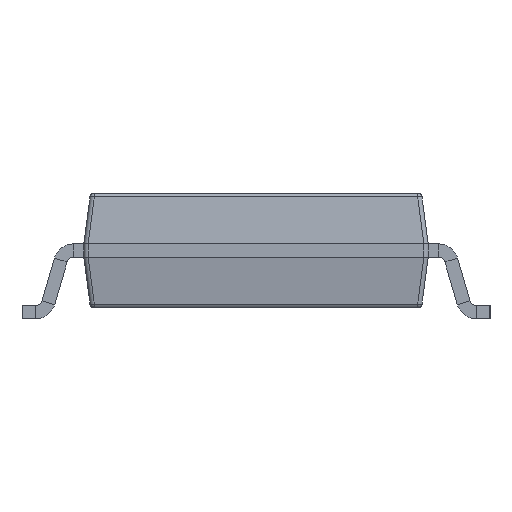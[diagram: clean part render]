
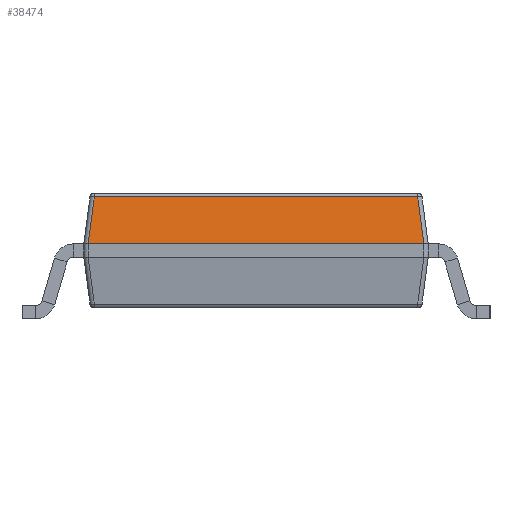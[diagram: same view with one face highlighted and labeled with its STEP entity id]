
A CAD part, left-side view. The second image highlights one B-rep face of the part: STEP entity #38474.
In plain terms, the highlighted planar face has unit normal (-0.992, 0, 0.129).
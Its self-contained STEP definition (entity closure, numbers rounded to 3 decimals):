
#716 = LINE ( 'NONE', #23429, #4788 ) ;
#867 = VECTOR ( 'NONE', #14212, 1000. ) ;
#1194 = CARTESIAN_POINT ( 'NONE',  ( -7.39, -3.591, 3.161 ) ) ;
#2452 = ORIENTED_EDGE ( 'NONE', *, *, #32581, .T. ) ;
#3221 = ORIENTED_EDGE ( 'NONE', *, *, #3285, .F. ) ;
#3285 = EDGE_CURVE ( 'NONE', #6434, #3303, #20074, .T. ) ;
#3303 = VERTEX_POINT ( 'NONE', #27733 ) ;
#4024 = CARTESIAN_POINT ( 'NONE',  ( -7.6, -3.801, 1.55 ) ) ;
#4122 = DIRECTION ( 'NONE',  ( -0.128, 0.128, -0.983 ) ) ;
#4788 = VECTOR ( 'NONE', #4122, 1000. ) ;
#6434 = VERTEX_POINT ( 'NONE', #7450 ) ;
#6474 = CARTESIAN_POINT ( 'NONE',  ( -7.461, 3.662, 2.613 ) ) ;
#7450 = CARTESIAN_POINT ( 'NONE',  ( -7.6, -3.8, 1.55 ) ) ;
#8308 = EDGE_CURVE ( 'NONE', #26338, #8635, #30471, .T. ) ;
#8635 = VERTEX_POINT ( 'NONE', #14805 ) ;
#8706 = ORIENTED_EDGE ( 'NONE', *, *, #17463, .T. ) ;
#9974 = PLANE ( 'NONE',  #38949 ) ;
#11115 = CARTESIAN_POINT ( 'NONE',  ( -7.6, 3.801, 1.55 ) ) ;
#11838 = CARTESIAN_POINT ( 'NONE',  ( -7.6, 3.801, 1.55 ) ) ;
#11842 = LINE ( 'NONE', #34891, #33071 ) ;
#13629 = ORIENTED_EDGE ( 'NONE', *, *, #35900, .T. ) ;
#14101 = EDGE_LOOP ( 'NONE', ( #15653, #2452, #3221, #13629, #38858, #8706 ) ) ;
#14212 = DIRECTION ( 'NONE',  ( 0.128, 0.128, 0.983 ) ) ;
#14493 = CARTESIAN_POINT ( 'NONE',  ( -7.6, -3.8, 1.55 ) ) ;
#14805 = CARTESIAN_POINT ( 'NONE',  ( -7.461, -3.662, 2.613 ) ) ;
#14930 =( BOUNDED_CURVE ( )  B_SPLINE_CURVE ( 3, ( #30743, #14493, #17931, #21592 ),
 .UNSPECIFIED., .F., .F. ) 
 B_SPLINE_CURVE_WITH_KNOTS ( ( 4, 4 ),
 ( 0., 0.008 ),
 .UNSPECIFIED. ) 
 CURVE ( )  GEOMETRIC_REPRESENTATION_ITEM ( )  RATIONAL_B_SPLINE_CURVE ( ( 1., 1., 1., 1. ) ) 
 REPRESENTATION_ITEM ( '' )  );
#15653 = ORIENTED_EDGE ( 'NONE', *, *, #25045, .T. ) ;
#17443 = FACE_OUTER_BOUND ( 'NONE', #14101, .T. ) ;
#17463 = EDGE_CURVE ( 'NONE', #8635, #37866, #11842, .T. ) ;
#17521 = CARTESIAN_POINT ( 'NONE',  ( -7.6, 3.801, 1.55 ) ) ;
#17931 = CARTESIAN_POINT ( 'NONE',  ( -7.6, -3.801, 1.55 ) ) ;
#20074 = LINE ( 'NONE', #39718, #27690 ) ;
#20781 = CARTESIAN_POINT ( 'NONE',  ( -7.6, 3.8, 1.55 ) ) ;
#21592 = CARTESIAN_POINT ( 'NONE',  ( -7.6, -3.801, 1.55 ) ) ;
#22120 =( BOUNDED_CURVE ( )  B_SPLINE_CURVE ( 3, ( #17521, #11115, #20781, #33952 ),
 .UNSPECIFIED., .F., .F. ) 
 B_SPLINE_CURVE_WITH_KNOTS ( ( 4, 4 ),
 ( 6.275, 6.283 ),
 .UNSPECIFIED. ) 
 CURVE ( )  GEOMETRIC_REPRESENTATION_ITEM ( )  RATIONAL_B_SPLINE_CURVE ( ( 1., 1., 1., 1. ) ) 
 REPRESENTATION_ITEM ( '' )  );
#23429 = CARTESIAN_POINT ( 'NONE',  ( -7.39, 3.591, 3.161 ) ) ;
#25045 = EDGE_CURVE ( 'NONE', #37866, #38798, #716, .T. ) ;
#26338 = VERTEX_POINT ( 'NONE', #4024 ) ;
#26673 = DIRECTION ( 'NONE',  ( -0.992, 0., 0.129 ) ) ;
#26700 = DIRECTION ( 'NONE',  ( 0., 1., 0. ) ) ;
#27690 = VECTOR ( 'NONE', #26700, 1000. ) ;
#27733 = CARTESIAN_POINT ( 'NONE',  ( -7.6, 3.8, 1.55 ) ) ;
#30471 = LINE ( 'NONE', #1194, #867 ) ;
#30743 = CARTESIAN_POINT ( 'NONE',  ( -7.6, -3.8, 1.55 ) ) ;
#32581 = EDGE_CURVE ( 'NONE', #38798, #3303, #22120, .T. ) ;
#33071 = VECTOR ( 'NONE', #37478, 1000. ) ;
#33952 = CARTESIAN_POINT ( 'NONE',  ( -7.6, 3.8, 1.55 ) ) ;
#34891 = CARTESIAN_POINT ( 'NONE',  ( -7.461, 0., 2.613 ) ) ;
#35900 = EDGE_CURVE ( 'NONE', #6434, #26338, #14930, .T. ) ;
#36270 = CARTESIAN_POINT ( 'NONE',  ( -7.45, 0., 2.7 ) ) ;
#37478 = DIRECTION ( 'NONE',  ( 0., 1., 0. ) ) ;
#37866 = VERTEX_POINT ( 'NONE', #6474 ) ;
#38474 = ADVANCED_FACE ( 'NONE', ( #17443 ), #9974, .T. ) ;
#38798 = VERTEX_POINT ( 'NONE', #11838 ) ;
#38858 = ORIENTED_EDGE ( 'NONE', *, *, #8308, .T. ) ;
#38949 = AXIS2_PLACEMENT_3D ( 'NONE', #36270, #26673, #40312 ) ;
#39718 = CARTESIAN_POINT ( 'NONE',  ( -7.6, 3.9, 1.55 ) ) ;
#40312 = DIRECTION ( 'NONE',  ( 0., 1., 0. ) ) ;
